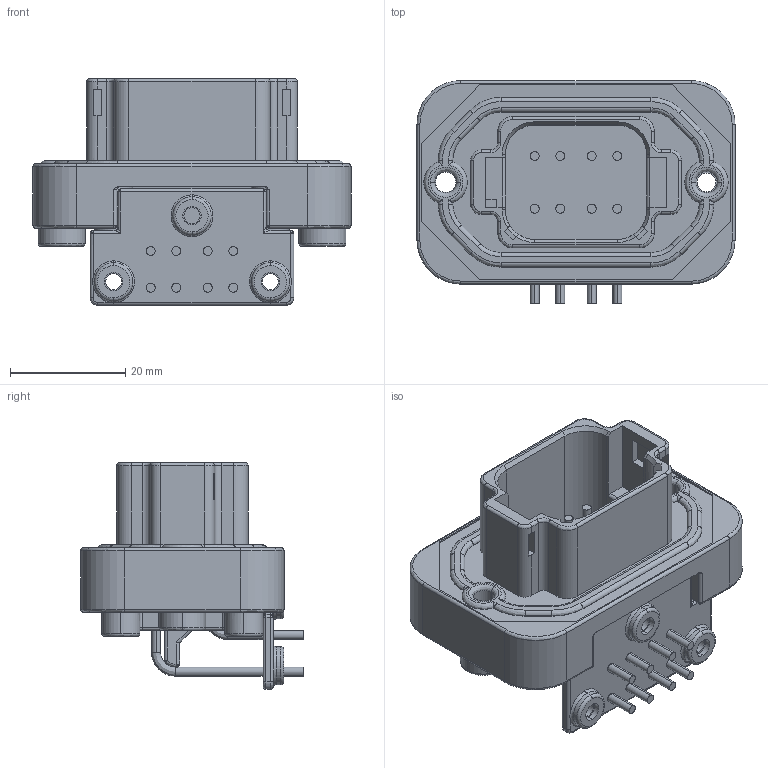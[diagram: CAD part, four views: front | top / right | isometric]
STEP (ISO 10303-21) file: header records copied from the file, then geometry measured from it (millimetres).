
FILE_DESCRIPTION (( 'STEP AP214' ), '1' );
FILE_NAME ('DT13-08PA.STEP', '2015-10-28T22:41:00', ( '' ), ( '' ), 'SwSTEP 2.0', 'SolidWorks 2015', '' );
FILE_SCHEMA (( 'AUTOMOTIVE_DESIGN' ));
Length unit declared in the file: inch
Products named in the file (1): DT13-08PA
Bounding box: 55.12 x 38.58 x 39.24 mm (x, y, z)
Volume: 23969.5 mm3; surface area: 13788 mm2
Topology: 1 solids, 1 shells, 602 faces, 1490 edges, 900 vertices
Faces by surface type: cylinder 277, plane 169, bspline 150, cone 6
Entity records: 28902 total; most frequent: CARTESIAN_POINT 13320, ORIENTED_EDGE 2924, DIRECTION 2826, EDGE_CURVE 1462, AXIS2_PLACEMENT_3D 1107, VERTEX_POINT 900, EDGE_LOOP 668, CIRCLE 654
